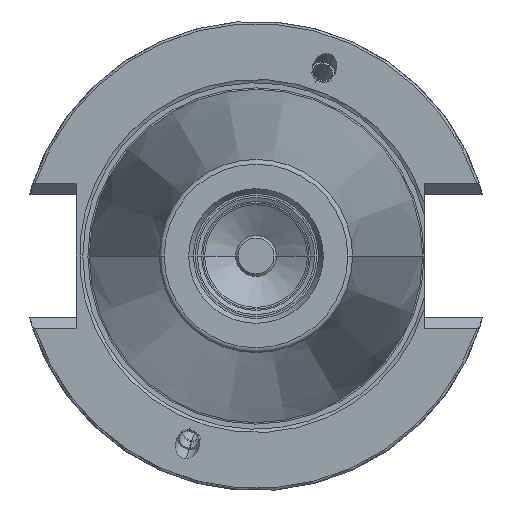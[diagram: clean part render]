
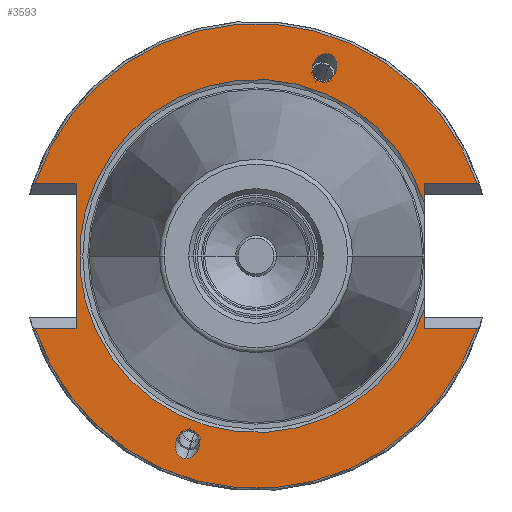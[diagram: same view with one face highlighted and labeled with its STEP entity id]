
A CAD part, left-side view. The second image highlights one B-rep face of the part: STEP entity #3593.
In plain terms, the highlighted planar face has unit normal (-1, 0, 0).
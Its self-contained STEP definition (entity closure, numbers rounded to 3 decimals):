
#684=DIRECTION('',(0.,0.,-1.));
#685=VECTOR('',#684,30.3);
#686=CARTESIAN_POINT('',(1.5,37.719,15.15));
#687=LINE('',#686,#685);
#756=DIRECTION('',(0.,0.,1.));
#757=VECTOR('',#756,4.083);
#758=CARTESIAN_POINT('',(1.5,-35.306,-15.15));
#759=LINE('',#758,#757);
#760=DIRECTION('',(0.,0.,1.));
#761=VECTOR('',#760,4.083);
#762=CARTESIAN_POINT('',(1.5,-35.306,11.067));
#763=LINE('',#762,#761);
#1068=DIRECTION('',(0.,1.,0.));
#1069=VECTOR('',#1068,8.578);
#1070=CARTESIAN_POINT('',(1.5,37.719,-15.15));
#1071=LINE('',#1070,#1069);
#1072=DIRECTION('',(0.,-1.,0.));
#1073=VECTOR('',#1072,8.578);
#1074=CARTESIAN_POINT('',(1.5,46.297,15.15));
#1075=LINE('',#1074,#1073);
#1076=DIRECTION('',(0.,-1.,0.));
#1077=VECTOR('',#1076,10.991);
#1078=CARTESIAN_POINT('',(1.5,-35.306,15.15));
#1079=LINE('',#1078,#1077);
#1080=DIRECTION('',(0.,1.,0.));
#1081=VECTOR('',#1080,10.991);
#1082=CARTESIAN_POINT('',(1.5,-46.297,-15.15));
#1083=LINE('',#1082,#1081);
#1084=CARTESIAN_POINT('',(1.5,-16.036,41.971));
#1085=CARTESIAN_POINT('',(1.5,-15.806,42.164));
#1086=CARTESIAN_POINT('',(1.5,-15.237,42.474));
#1087=CARTESIAN_POINT('',(1.5,-14.161,42.486));
#1088=CARTESIAN_POINT('',(1.5,-13.114,41.962));
#1089=CARTESIAN_POINT('',(1.5,-12.37,41.141));
#1090=CARTESIAN_POINT('',(1.5,-11.877,40.11));
#1091=CARTESIAN_POINT('',(1.5,-11.724,38.835));
#1092=CARTESIAN_POINT('',(1.5,-12.038,37.681));
#1093=CARTESIAN_POINT('',(1.5,-12.463,37.156));
#1094=CARTESIAN_POINT('',(1.5,-12.693,36.963));
#1096=CARTESIAN_POINT('',(1.5,-12.693,36.963));
#1097=CARTESIAN_POINT('',(1.5,-12.923,36.77));
#1098=CARTESIAN_POINT('',(1.5,-13.492,36.46));
#1099=CARTESIAN_POINT('',(1.5,-14.569,36.448));
#1100=CARTESIAN_POINT('',(1.5,-15.616,36.972));
#1101=CARTESIAN_POINT('',(1.5,-16.36,37.793));
#1102=CARTESIAN_POINT('',(1.5,-16.853,38.825));
#1103=CARTESIAN_POINT('',(1.5,-17.006,40.099));
#1104=CARTESIAN_POINT('',(1.5,-16.692,41.253));
#1105=CARTESIAN_POINT('',(1.5,-16.267,41.778));
#1106=CARTESIAN_POINT('',(1.5,-16.036,41.971));
#1108=CARTESIAN_POINT('',(1.5,14.694,-42.46));
#1109=CARTESIAN_POINT('',(1.5,14.994,-42.46));
#1110=CARTESIAN_POINT('',(1.5,15.629,-42.331));
#1111=CARTESIAN_POINT('',(1.5,16.461,-41.648));
#1112=CARTESIAN_POINT('',(1.5,16.927,-40.574));
#1113=CARTESIAN_POINT('',(1.5,16.969,-39.467));
#1114=CARTESIAN_POINT('',(1.5,16.684,-38.36));
#1115=CARTESIAN_POINT('',(1.5,15.982,-37.286));
#1116=CARTESIAN_POINT('',(1.5,14.999,-36.603));
#1117=CARTESIAN_POINT('',(1.5,14.336,-36.474));
#1118=CARTESIAN_POINT('',(1.5,14.036,-36.474));
#1120=CARTESIAN_POINT('',(1.5,14.036,-36.474));
#1121=CARTESIAN_POINT('',(1.5,13.735,-36.474));
#1122=CARTESIAN_POINT('',(1.5,13.1,-36.603));
#1123=CARTESIAN_POINT('',(1.5,12.268,-37.286));
#1124=CARTESIAN_POINT('',(1.5,11.802,-38.36));
#1125=CARTESIAN_POINT('',(1.5,11.761,-39.467));
#1126=CARTESIAN_POINT('',(1.5,12.046,-40.574));
#1127=CARTESIAN_POINT('',(1.5,12.748,-41.648));
#1128=CARTESIAN_POINT('',(1.5,13.73,-42.331));
#1129=CARTESIAN_POINT('',(1.5,14.393,-42.46));
#1130=CARTESIAN_POINT('',(1.5,14.694,-42.46));
#1137=CARTESIAN_POINT('',(1.5,0.,0.));
#1138=DIRECTION('',(-1.,0.,0.));
#1139=DIRECTION('',(0.,0.95,-0.311));
#1140=AXIS2_PLACEMENT_3D('',#1137,#1138,#1139);
#1149=CARTESIAN_POINT('',(1.5,46.297,-15.15));
#1155=CARTESIAN_POINT('',(1.5,-46.297,-15.15));
#1168=CARTESIAN_POINT('',(1.5,46.297,15.15));
#1186=CARTESIAN_POINT('',(1.5,0.,0.));
#1187=DIRECTION('',(-1.,0.,0.));
#1188=DIRECTION('',(0.,-0.95,0.311));
#1189=AXIS2_PLACEMENT_3D('',#1186,#1187,#1188);
#1198=CARTESIAN_POINT('',(1.5,-46.297,15.15));
#1214=CARTESIAN_POINT('',(1.5,-35.306,-11.067));
#1216=CARTESIAN_POINT('',(1.5,0.,0.));
#1217=DIRECTION('',(1.,0.,0.));
#1218=DIRECTION('',(0.,-0.954,-0.299));
#1219=AXIS2_PLACEMENT_3D('',#1216,#1217,#1218);
#1221=CARTESIAN_POINT('',(1.5,-35.306,11.067));
#1909=VERTEX_POINT('',#1221);
#1910=VERTEX_POINT('',#1214);
#1935=CARTESIAN_POINT('',(1.5,37.719,-15.15));
#1936=VERTEX_POINT('',#1935);
#1937=CARTESIAN_POINT('',(1.5,37.719,15.15));
#1938=VERTEX_POINT('',#1937);
#1939=CARTESIAN_POINT('',(1.5,-35.306,15.15));
#1940=VERTEX_POINT('',#1939);
#1941=CARTESIAN_POINT('',(1.5,-35.306,-15.15));
#1942=VERTEX_POINT('',#1941);
#1948=VERTEX_POINT('',#1149);
#1949=VERTEX_POINT('',#1155);
#1952=VERTEX_POINT('',#1198);
#1953=VERTEX_POINT('',#1168);
#1985=VERTEX_POINT('',#1108);
#1986=VERTEX_POINT('',#1118);
#2006=CARTESIAN_POINT('',(1.5,-16.036,41.971));
#2007=VERTEX_POINT('',#2006);
#2008=CARTESIAN_POINT('',(1.5,-12.693,36.963));
#2009=VERTEX_POINT('',#2008);
#3559=CARTESIAN_POINT('',(1.5,0.,0.));
#3560=DIRECTION('',(1.,0.,0.));
#3561=DIRECTION('',(0.,-1.,0.));
#3562=AXIS2_PLACEMENT_3D('',#3559,#3560,#3561);
#3563=PLANE('',#3562);
#3565=ORIENTED_EDGE('',*,*,#3564,.F.);
#3567=ORIENTED_EDGE('',*,*,#3566,.F.);
#3568=ORIENTED_EDGE('',*,*,#3135,.F.);
#3570=ORIENTED_EDGE('',*,*,#3569,.F.);
#3572=ORIENTED_EDGE('',*,*,#3571,.F.);
#3574=ORIENTED_EDGE('',*,*,#3573,.F.);
#3575=ORIENTED_EDGE('',*,*,#3284,.F.);
#3577=ORIENTED_EDGE('',*,*,#3576,.F.);
#3578=ORIENTED_EDGE('',*,*,#3276,.F.);
#3580=ORIENTED_EDGE('',*,*,#3579,.F.);
#3581=EDGE_LOOP('',(#3565,#3567,#3568,#3570,#3572,#3574,#3575,#3577,#3578,
#3580));
#3582=FACE_OUTER_BOUND('',#3581,.F.);
#3583=ORIENTED_EDGE('',*,*,#3541,.T.);
#3584=ORIENTED_EDGE('',*,*,#3552,.T.);
#3585=EDGE_LOOP('',(#3583,#3584));
#3586=FACE_BOUND('',#3585,.F.);
#3588=ORIENTED_EDGE('',*,*,#3587,.F.);
#3590=ORIENTED_EDGE('',*,*,#3589,.F.);
#3591=EDGE_LOOP('',(#3588,#3590));
#3592=FACE_BOUND('',#3591,.F.);
#3593=ADVANCED_FACE('',(#3582,#3586,#3592),#3563,.F.);
#1095=B_SPLINE_CURVE_WITH_KNOTS('',3,(#1084,#1085,#1086,#1087,#1088,#1089,#1090,
#1091,#1092,#1093,#1094),.UNSPECIFIED.,.F.,.F.,(4,1,1,1,1,1,1,1,4),(0.,
0.125,0.25,0.375,0.5,0.625,0.75,0.875,1.),.UNSPECIFIED.);
#1107=B_SPLINE_CURVE_WITH_KNOTS('',3,(#1096,#1097,#1098,#1099,#1100,#1101,#1102,
#1103,#1104,#1105,#1106),.UNSPECIFIED.,.F.,.F.,(4,1,1,1,1,1,1,1,4),(0.,
0.125,0.25,0.375,0.5,0.625,0.75,0.875,1.),.UNSPECIFIED.);
#1119=B_SPLINE_CURVE_WITH_KNOTS('',3,(#1108,#1109,#1110,#1111,#1112,#1113,#1114,
#1115,#1116,#1117,#1118),.UNSPECIFIED.,.F.,.F.,(4,1,1,1,1,1,1,1,4),(0.,
0.125,0.25,0.375,0.5,0.625,0.75,0.875,1.),.UNSPECIFIED.);
#1131=B_SPLINE_CURVE_WITH_KNOTS('',3,(#1120,#1121,#1122,#1123,#1124,#1125,#1126,
#1127,#1128,#1129,#1130),.UNSPECIFIED.,.F.,.F.,(4,1,1,1,1,1,1,1,4),(0.,
0.125,0.25,0.375,0.5,0.625,0.75,0.875,1.),.UNSPECIFIED.);
#1141=CIRCLE('',#1140,48.713);
#1190=CIRCLE('',#1189,48.713);
#1220=CIRCLE('',#1219,37.);
#3135=EDGE_CURVE('',#1938,#1936,#687,.T.);
#3276=EDGE_CURVE('',#1942,#1910,#759,.T.);
#3284=EDGE_CURVE('',#1909,#1940,#763,.T.);
#3541=EDGE_CURVE('',#2007,#2009,#1095,.T.);
#3552=EDGE_CURVE('',#2009,#2007,#1107,.T.);
#3564=EDGE_CURVE('',#1948,#1949,#1141,.T.);
#3566=EDGE_CURVE('',#1936,#1948,#1071,.T.);
#3569=EDGE_CURVE('',#1953,#1938,#1075,.T.);
#3571=EDGE_CURVE('',#1952,#1953,#1190,.T.);
#3573=EDGE_CURVE('',#1940,#1952,#1079,.T.);
#3576=EDGE_CURVE('',#1910,#1909,#1220,.T.);
#3579=EDGE_CURVE('',#1949,#1942,#1083,.T.);
#3587=EDGE_CURVE('',#1985,#1986,#1119,.T.);
#3589=EDGE_CURVE('',#1986,#1985,#1131,.T.);
